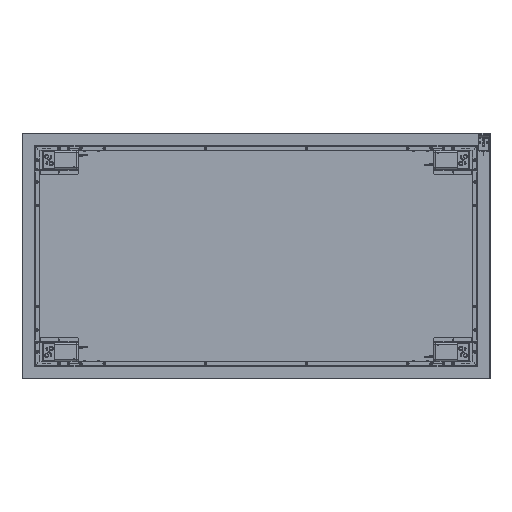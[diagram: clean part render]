
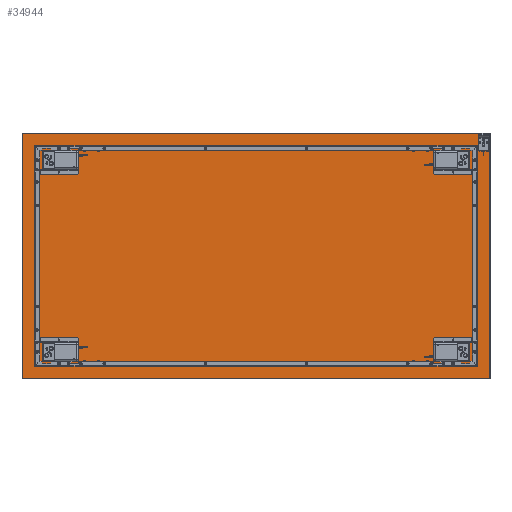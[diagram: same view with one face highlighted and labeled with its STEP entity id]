
A CAD part, front view. The second image highlights one B-rep face of the part: STEP entity #34944.
In plain terms, the highlighted planar face has unit normal (0, -1, 0).
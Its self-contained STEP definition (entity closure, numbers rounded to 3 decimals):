
#2466 = DIRECTION ( 'NONE',  ( -1., 0., 0. ) ) ;
#4128 = EDGE_CURVE ( 'NONE', #53611, #37918, #54203, .T. ) ;
#4398 = DIRECTION ( 'NONE',  ( 0., 0., 1. ) ) ;
#7755 = LINE ( 'NONE', #17360, #49153 ) ;
#9131 = VECTOR ( 'NONE', #46847, 1000. ) ;
#9232 = VERTEX_POINT ( 'NONE', #18951 ) ;
#12664 = LINE ( 'NONE', #21403, #48846 ) ;
#13419 = FACE_OUTER_BOUND ( 'NONE', #28469, .T. ) ;
#14306 = PLANE ( 'NONE',  #19045 ) ;
#14658 = LINE ( 'NONE', #55859, #9131 ) ;
#17360 = CARTESIAN_POINT ( 'NONE',  ( 0., 704.6, -606.5 ) ) ;
#18951 = CARTESIAN_POINT ( 'NONE',  ( 1156.5, 704.6, 606.5 ) ) ;
#19045 = AXIS2_PLACEMENT_3D ( 'NONE', #50115, #41375, #4398 ) ;
#19550 = CARTESIAN_POINT ( 'NONE',  ( -1156.5, 704.6, 606.5 ) ) ;
#21403 = CARTESIAN_POINT ( 'NONE',  ( 0., 704.6, 606.5 ) ) ;
#24142 = ORIENTED_EDGE ( 'NONE', *, *, #4128, .T. ) ;
#25864 = CARTESIAN_POINT ( 'NONE',  ( 1156.5, 704.6, -606.5 ) ) ;
#28469 = EDGE_LOOP ( 'NONE', ( #45975, #24142, #52898, #29027 ) ) ;
#29027 = ORIENTED_EDGE ( 'NONE', *, *, #43987, .T. ) ;
#30944 = EDGE_CURVE ( 'NONE', #9232, #53611, #12664, .T. ) ;
#31062 = DIRECTION ( 'NONE',  ( 0., 0., -1. ) ) ;
#34944 = ADVANCED_FACE ( 'NONE', ( #13419 ), #14306, .F. ) ;
#35717 = DIRECTION ( 'NONE',  ( 1., 0., 0. ) ) ;
#37918 = VERTEX_POINT ( 'NONE', #58731 ) ;
#41375 = DIRECTION ( 'NONE',  ( 0., 1., 0. ) ) ;
#42788 = VECTOR ( 'NONE', #31062, 1000. ) ;
#43987 = EDGE_CURVE ( 'NONE', #53763, #9232, #14658, .T. ) ;
#45975 = ORIENTED_EDGE ( 'NONE', *, *, #30944, .T. ) ;
#46847 = DIRECTION ( 'NONE',  ( 0., 0., 1. ) ) ;
#48846 = VECTOR ( 'NONE', #2466, 1000. ) ;
#49153 = VECTOR ( 'NONE', #35717, 1000. ) ;
#50115 = CARTESIAN_POINT ( 'NONE',  ( 0., 704.6, 0. ) ) ;
#52898 = ORIENTED_EDGE ( 'NONE', *, *, #56233, .T. ) ;
#53611 = VERTEX_POINT ( 'NONE', #19550 ) ;
#53763 = VERTEX_POINT ( 'NONE', #25864 ) ;
#54203 = LINE ( 'NONE', #59312, #42788 ) ;
#55859 = CARTESIAN_POINT ( 'NONE',  ( 1156.5, 704.6, 0. ) ) ;
#56233 = EDGE_CURVE ( 'NONE', #37918, #53763, #7755, .T. ) ;
#58731 = CARTESIAN_POINT ( 'NONE',  ( -1156.5, 704.6, -606.5 ) ) ;
#59312 = CARTESIAN_POINT ( 'NONE',  ( -1156.5, 704.6, 0. ) ) ;
